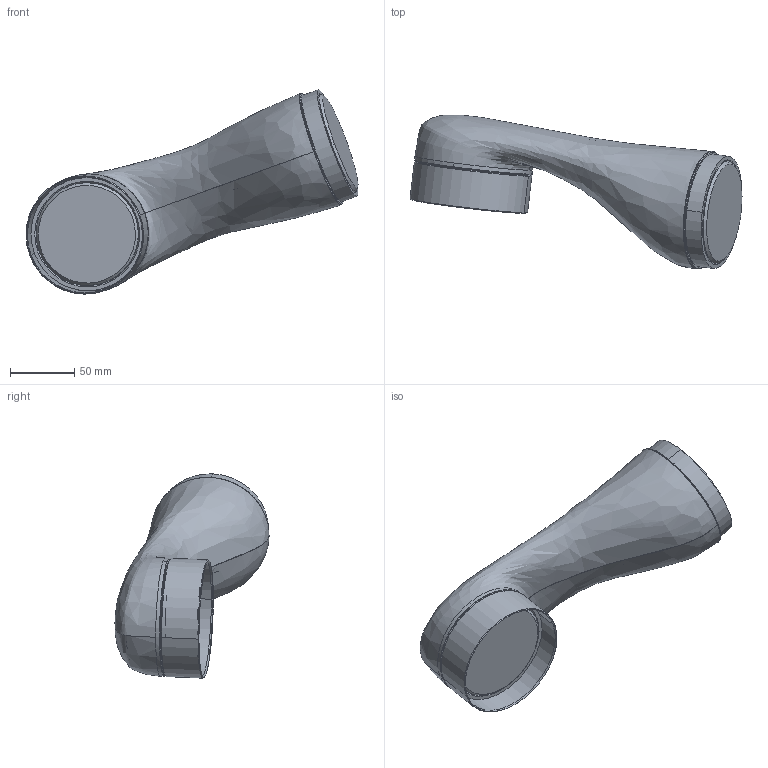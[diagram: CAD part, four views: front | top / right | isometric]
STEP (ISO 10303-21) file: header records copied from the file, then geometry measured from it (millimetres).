
FILE_DESCRIPTION (( 'STEP AP203' ), '1' );
FILE_NAME ('Link3.STEP', '2025-02-06T07:06:39', ( '' ), ( '' ), 'SwSTEP 2.0', 'SolidWorks 2021', '' );
FILE_SCHEMA (( 'CONFIG_CONTROL_DESIGN' ));
Length unit declared in the file: millimetre
Products named in the file (3): Link3; KR10643_2^GEN3 SIMPLIFIED HalfArm2_Kinova Gen3 Modular Robotic Arm(2)_Kinova Gen3 Modular Robotic Arm; GEN3 SIMPLIFIED HALF ARM 2^GEN3 SIMPLIFIED HalfArm2_Kinova Gen3 Modular Robotic Arm(2)_Kinova Gen3 Modular Robotic Arm
Assembly tree (3 placements, depth 2):
  Link3
    KR10643_2^GEN3 SIMPLIFIED HalfArm2_Kinova Gen3 Modular Robotic Arm(2)_Kinova Gen3 Modular Robotic Arm  x2
    GEN3 SIMPLIFIED HALF ARM 2^GEN3 SIMPLIFIED HalfArm2_Kinova Gen3 Modular Robotic Arm(2)_Kinova Gen3 Modular Robotic Arm
Bounding box: 257.93 x 119.71 x 158.74 mm (x, y, z)
Volume: 438799.3 mm3; surface area: 180468.1 mm2
Topology: 3 solids, 4 shells, 164 faces, 347 edges, 200 vertices
Faces by surface type: bspline 79, cylinder 32, cone 30, plane 19, torus 4
Entity records: 13976 total; most frequent: CARTESIAN_POINT 10820, ORIENTED_EDGE 666, DIRECTION 418, EDGE_CURVE 333, VERTEX_POINT 192, AXIS2_PLACEMENT_3D 178, B_SPLINE_CURVE_WITH_KNOTS 173, EDGE_LOOP 169
